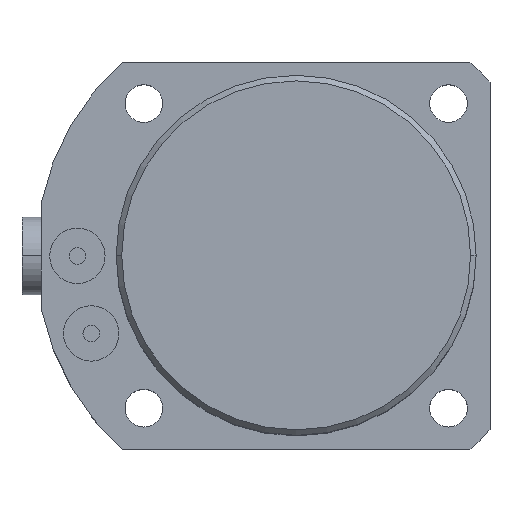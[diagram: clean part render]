
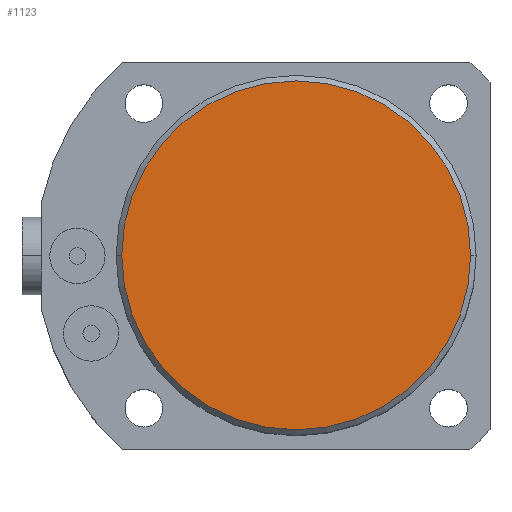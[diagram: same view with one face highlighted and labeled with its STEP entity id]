
A CAD part, top view. The second image highlights one B-rep face of the part: STEP entity #1123.
In plain terms, the highlighted planar face has unit normal (0, 0, 1).
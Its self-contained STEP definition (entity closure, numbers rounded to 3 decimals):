
#128 = EDGE_LOOP ( 'NONE', ( #2595, #2841 ) ) ;
#458 = DIRECTION ( 'NONE',  ( 1., 0., 0. ) ) ;
#459 = DIRECTION ( 'NONE',  ( 0., 0., 1. ) ) ;
#461 = PLANE ( 'NONE',  #1945 ) ;
#463 = CARTESIAN_POINT ( 'NONE',  ( 0., 0., 85. ) ) ;
#782 = CIRCLE ( 'NONE', #2418, 31.5 ) ;
#942 = CIRCLE ( 'NONE', #2456, 31.5 ) ;
#1123 = ADVANCED_FACE ( 'NONE', ( #3219 ), #461, .T. ) ;
#1743 = CARTESIAN_POINT ( 'NONE',  ( -31.5, 0., 85. ) ) ;
#1771 = CARTESIAN_POINT ( 'NONE',  ( 31.5, 0., 85. ) ) ;
#1945 = AXIS2_PLACEMENT_3D ( 'NONE', #463, #459, #458 ) ;
#1977 = EDGE_CURVE ( 'NONE', #3258, #2568, #942, .T. ) ;
#2011 = EDGE_CURVE ( 'NONE', #2568, #3258, #782, .T. ) ;
#2418 = AXIS2_PLACEMENT_3D ( 'NONE', #3479, #3480, #3481 ) ;
#2456 = AXIS2_PLACEMENT_3D ( 'NONE', #3377, #3383, #3531 ) ;
#2568 = VERTEX_POINT ( 'NONE', #1743 ) ;
#2595 = ORIENTED_EDGE ( 'NONE', *, *, #2011, .T. ) ;
#2841 = ORIENTED_EDGE ( 'NONE', *, *, #1977, .T. ) ;
#3219 = FACE_OUTER_BOUND ( 'NONE', #128, .T. ) ;
#3258 = VERTEX_POINT ( 'NONE', #1771 ) ;
#3377 = CARTESIAN_POINT ( 'NONE',  ( 0., 0., 85. ) ) ;
#3383 = DIRECTION ( 'NONE',  ( 0., 0., 1. ) ) ;
#3479 = CARTESIAN_POINT ( 'NONE',  ( 0., 0., 85. ) ) ;
#3480 = DIRECTION ( 'NONE',  ( 0., 0., 1. ) ) ;
#3481 = DIRECTION ( 'NONE',  ( 1., 0., 0. ) ) ;
#3531 = DIRECTION ( 'NONE',  ( 1., 0., 0. ) ) ;
